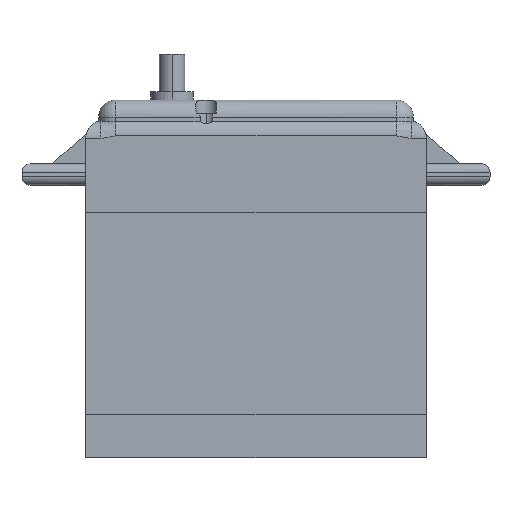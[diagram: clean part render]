
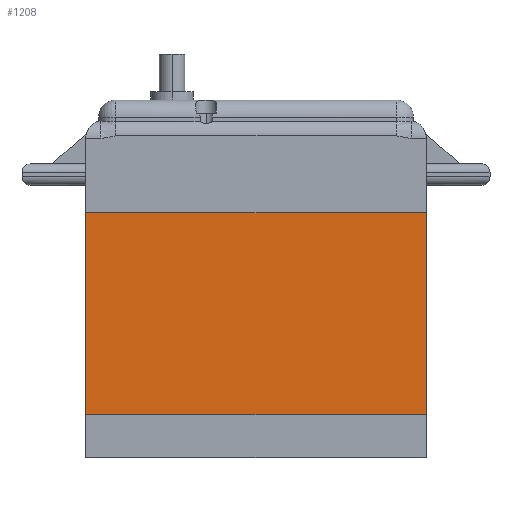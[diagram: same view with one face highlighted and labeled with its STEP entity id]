
A CAD part, top view. The second image highlights one B-rep face of the part: STEP entity #1208.
In plain terms, the highlighted planar face has unit normal (0, 0, 1).
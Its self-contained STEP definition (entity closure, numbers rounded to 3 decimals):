
#117 = DIRECTION ( 'NONE',  ( -1., 0., 0. ) ) ;
#135 = CARTESIAN_POINT ( 'NONE',  ( 40., 28.768, 20. ) ) ;
#496 = VECTOR ( 'NONE', #2849, 1000. ) ;
#667 = ORIENTED_EDGE ( 'NONE', *, *, #1996, .T. ) ;
#779 = DIRECTION ( 'NONE',  ( 0., -1., 0. ) ) ;
#924 = VERTEX_POINT ( 'NONE', #1125 ) ;
#1056 = VERTEX_POINT ( 'NONE', #2916 ) ;
#1125 = CARTESIAN_POINT ( 'NONE',  ( 0., 28.768, 20. ) ) ;
#1208 = ADVANCED_FACE ( 'NONE', ( #2120 ), #1576, .T. ) ;
#1287 = DIRECTION ( 'NONE',  ( 0., 0., 1. ) ) ;
#1544 = CARTESIAN_POINT ( 'NONE',  ( 0., 0., 20. ) ) ;
#1576 = PLANE ( 'NONE',  #3583 ) ;
#1672 = LINE ( 'NONE', #3105, #3466 ) ;
#1691 = LINE ( 'NONE', #135, #496 ) ;
#1752 = EDGE_CURVE ( 'NONE', #1961, #3597, #3259, .T. ) ;
#1961 = VERTEX_POINT ( 'NONE', #3570 ) ;
#1996 = EDGE_CURVE ( 'NONE', #1056, #924, #3667, .T. ) ;
#2120 = FACE_OUTER_BOUND ( 'NONE', #2909, .T. ) ;
#2134 = ORIENTED_EDGE ( 'NONE', *, *, #1752, .T. ) ;
#2257 = CARTESIAN_POINT ( 'NONE',  ( 40., 5., 20. ) ) ;
#2629 = ORIENTED_EDGE ( 'NONE', *, *, #3183, .T. ) ;
#2713 = DIRECTION ( 'NONE',  ( 1., 0., 0. ) ) ;
#2770 = VECTOR ( 'NONE', #117, 1000. ) ;
#2849 = DIRECTION ( 'NONE',  ( 0., -1., 0. ) ) ;
#2909 = EDGE_LOOP ( 'NONE', ( #2629, #2134, #2980, #667 ) ) ;
#2916 = CARTESIAN_POINT ( 'NONE',  ( 40., 28.768, 20. ) ) ;
#2980 = ORIENTED_EDGE ( 'NONE', *, *, #3257, .F. ) ;
#3105 = CARTESIAN_POINT ( 'NONE',  ( 0., 28.768, 20. ) ) ;
#3122 = CARTESIAN_POINT ( 'NONE',  ( 0., 28.768, 20. ) ) ;
#3183 = EDGE_CURVE ( 'NONE', #924, #1961, #1672, .T. ) ;
#3204 = CARTESIAN_POINT ( 'NONE',  ( 0., 5., 20. ) ) ;
#3257 = EDGE_CURVE ( 'NONE', #1056, #3597, #1691, .T. ) ;
#3259 = LINE ( 'NONE', #3204, #3401 ) ;
#3401 = VECTOR ( 'NONE', #3793, 1000. ) ;
#3466 = VECTOR ( 'NONE', #779, 1000. ) ;
#3570 = CARTESIAN_POINT ( 'NONE',  ( 0., 5., 20. ) ) ;
#3583 = AXIS2_PLACEMENT_3D ( 'NONE', #1544, #1287, #2713 ) ;
#3597 = VERTEX_POINT ( 'NONE', #2257 ) ;
#3667 = LINE ( 'NONE', #3122, #2770 ) ;
#3793 = DIRECTION ( 'NONE',  ( 1., 0., 0. ) ) ;
